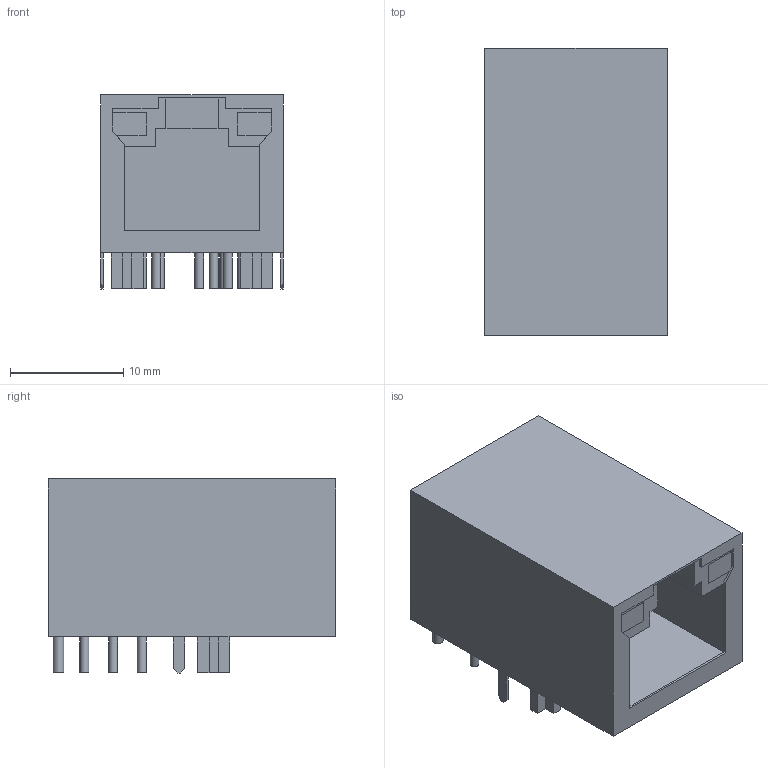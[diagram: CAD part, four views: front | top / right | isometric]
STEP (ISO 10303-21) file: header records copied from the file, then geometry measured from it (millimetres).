
FILE_DESCRIPTION(('FreeCAD Model'),'2;1');
FILE_NAME('CONN_RJ45_MagJack_POEp__CONN_RJ45_MagJack_POEp.step', '2016-02-15T21:30:05',('Author'),(''), 'Open CASCADE STEP processor 6.8','FreeCAD','Unknown');
FILE_SCHEMA(('AUTOMOTIVE_DESIGN_CC2 { 1 2 10303 214 -1 1 5 4 }'));
Length unit declared in the file: millimetre
Products named in the file (2): ASSEMBLY; CONN_RJ45_MagJack_POEp
Assembly tree (1 placements, depth 2):
  ASSEMBLY
    CONN_RJ45_MagJack_POEp
Bounding box: 16.13 x 25.4 x 17.17 mm (x, y, z)
Volume: 2784 mm3; surface area: 3664.8 mm2
Topology: 1 solids, 4 shells, 166 faces, 371 edges, 242 vertices
Faces by surface type: plane 140, cylinder 26
Full cylindrical faces by diameter (mm): 0.79 x18, 0.92 x8
Entity records: 10563 total; most frequent: CARTESIAN_POINT 1746, DIRECTION 1408, LINE 942, VECTOR 942, ORIENTED_EDGE 742, PCURVE 742, DEFINITIONAL_REPRESENTATION 742, EDGE_CURVE 371
